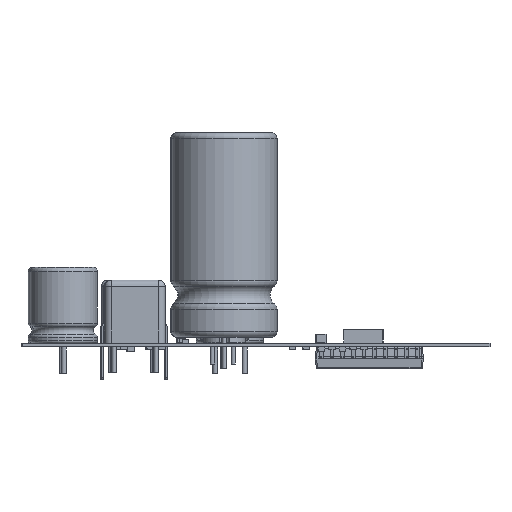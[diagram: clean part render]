
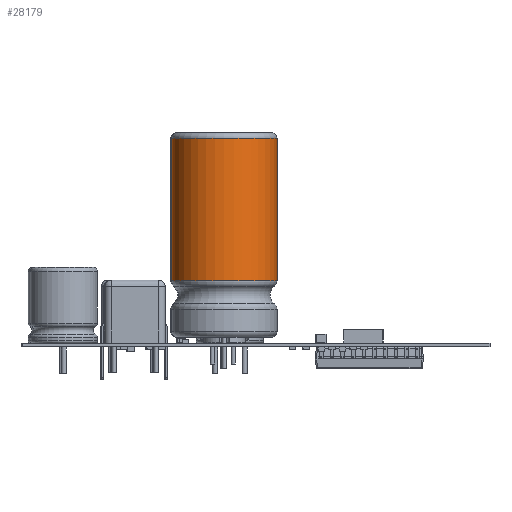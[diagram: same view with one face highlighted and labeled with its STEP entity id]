
A CAD part, front view. The second image highlights one B-rep face of the part: STEP entity #28179.
In plain terms, the highlighted cylindrical face has radius 6.25 mm (diameter 12.5 mm), a partial arc.
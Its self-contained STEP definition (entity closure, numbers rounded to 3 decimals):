
#28150 = VERTEX_POINT('',#28151);
#28151 = CARTESIAN_POINT('',(5.413,7.413,3.125));
#28158 = EDGE_CURVE('',#28150,#28159,#28161,.T.);
#28159 = VERTEX_POINT('',#28160);
#28160 = CARTESIAN_POINT('',(5.413,7.413,-3.125));
#28161 = CIRCLE('',#28162,6.25);
#28162 = AXIS2_PLACEMENT_3D('',#28163,#28164,#28165);
#28163 = CARTESIAN_POINT('',(0.,7.413,0.)
  );
#28164 = DIRECTION('',(0.,-1.,0.));
#28165 = DIRECTION('',(1.,0.,0.));
#28179 = ADVANCED_FACE('',(#28180),#28206,.T.);
#28180 = FACE_BOUND('',#28181,.T.);
#28181 = EDGE_LOOP('',(#28182,#28183,#28191,#28200));
#28182 = ORIENTED_EDGE('',*,*,#28158,.F.);
#28183 = ORIENTED_EDGE('',*,*,#28184,.T.);
#28184 = EDGE_CURVE('',#28150,#28185,#28187,.T.);
#28185 = VERTEX_POINT('',#28186);
#28186 = CARTESIAN_POINT('',(5.413,24.333,3.125));
#28187 = LINE('',#28188,#28189);
#28188 = CARTESIAN_POINT('',(5.413,-17.,3.125));
#28189 = VECTOR('',#28190,1.);
#28190 = DIRECTION('',(0.,1.,0.));
#28191 = ORIENTED_EDGE('',*,*,#28192,.T.);
#28192 = EDGE_CURVE('',#28185,#28193,#28195,.T.);
#28193 = VERTEX_POINT('',#28194);
#28194 = CARTESIAN_POINT('',(5.413,24.333,-3.125));
#28195 = CIRCLE('',#28196,6.25);
#28196 = AXIS2_PLACEMENT_3D('',#28197,#28198,#28199);
#28197 = CARTESIAN_POINT('',(0.,24.333,0.
    ));
#28198 = DIRECTION('',(0.,-1.,0.));
#28199 = DIRECTION('',(1.,0.,0.));
#28200 = ORIENTED_EDGE('',*,*,#28201,.F.);
#28201 = EDGE_CURVE('',#28159,#28193,#28202,.T.);
#28202 = LINE('',#28203,#28204);
#28203 = CARTESIAN_POINT('',(5.413,-17.,-3.125));
#28204 = VECTOR('',#28205,1.);
#28205 = DIRECTION('',(0.,1.,0.));
#28206 = CYLINDRICAL_SURFACE('',#28207,6.25);
#28207 = AXIS2_PLACEMENT_3D('',#28208,#28209,#28210);
#28208 = CARTESIAN_POINT('',(0.,0.,0.));
#28209 = DIRECTION('',(0.,-1.,0.));
#28210 = DIRECTION('',(-1.,0.,0.));
